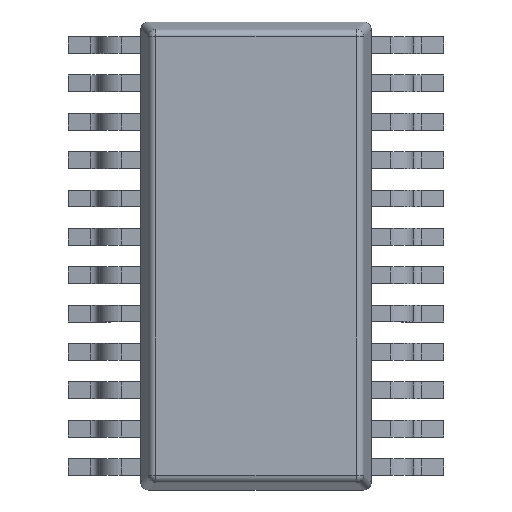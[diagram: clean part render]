
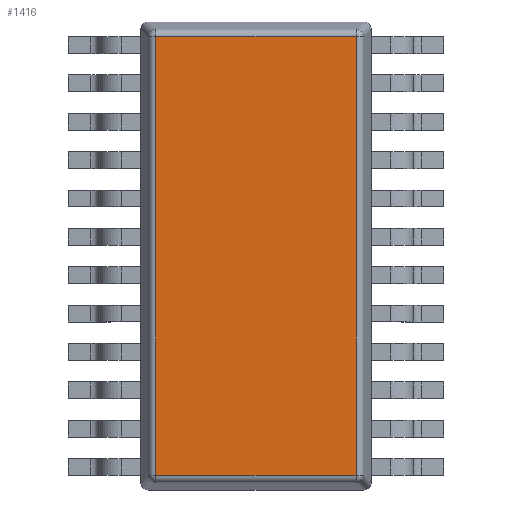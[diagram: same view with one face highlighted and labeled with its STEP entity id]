
A CAD part, top view. The second image highlights one B-rep face of the part: STEP entity #1416.
In plain terms, the highlighted face is planar.
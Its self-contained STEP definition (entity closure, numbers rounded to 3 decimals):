
#629=DIRECTION('',(0.,0.,1.));
#630=VECTOR('',#629,5.715);
#631=CARTESIAN_POINT('',(-1.307,0.525,-2.857));
#632=LINE('',#631,#630);
#636=DIRECTION('',(-1.,0.,0.));
#637=VECTOR('',#636,2.615);
#638=CARTESIAN_POINT('',(1.307,0.525,-2.857));
#639=LINE('',#638,#637);
#643=DIRECTION('',(0.,0.,-1.));
#644=VECTOR('',#643,5.715);
#645=CARTESIAN_POINT('',(1.307,0.525,2.857));
#646=LINE('',#645,#644);
#650=DIRECTION('',(1.,0.,0.));
#651=VECTOR('',#650,2.615);
#652=CARTESIAN_POINT('',(-1.307,0.525,2.857));
#653=LINE('',#652,#651);
#802=CARTESIAN_POINT('',(-1.307,0.525,-2.857));
#803=CARTESIAN_POINT('',(-1.307,0.525,2.857));
#804=VERTEX_POINT('',#802);
#805=VERTEX_POINT('',#803);
#810=CARTESIAN_POINT('',(1.307,0.525,2.857));
#811=CARTESIAN_POINT('',(1.307,0.525,-2.857));
#812=VERTEX_POINT('',#810);
#813=VERTEX_POINT('',#811);
#1405=CARTESIAN_POINT('',(0.,0.525,0.));
#1406=DIRECTION('',(0.,1.,0.));
#1407=DIRECTION('',(1.,0.,0.));
#1408=AXIS2_PLACEMENT_3D('',#1405,#1406,#1407);
#1409=PLANE('',#1408);
#1410=ORIENTED_EDGE('',*,*,#1329,.F.);
#1411=ORIENTED_EDGE('',*,*,#1396,.F.);
#1412=ORIENTED_EDGE('',*,*,#1238,.F.);
#1413=ORIENTED_EDGE('',*,*,#1267,.F.);
#1414=EDGE_LOOP('',(#1410,#1411,#1412,#1413));
#1415=FACE_OUTER_BOUND('',#1414,.F.);
#1238=EDGE_CURVE('',#812,#813,#646,.T.);
#1267=EDGE_CURVE('',#805,#812,#653,.T.);
#1329=EDGE_CURVE('',#804,#805,#632,.T.);
#1396=EDGE_CURVE('',#813,#804,#639,.T.);
#1416=ADVANCED_FACE('',(#1415),#1409,.T.);
